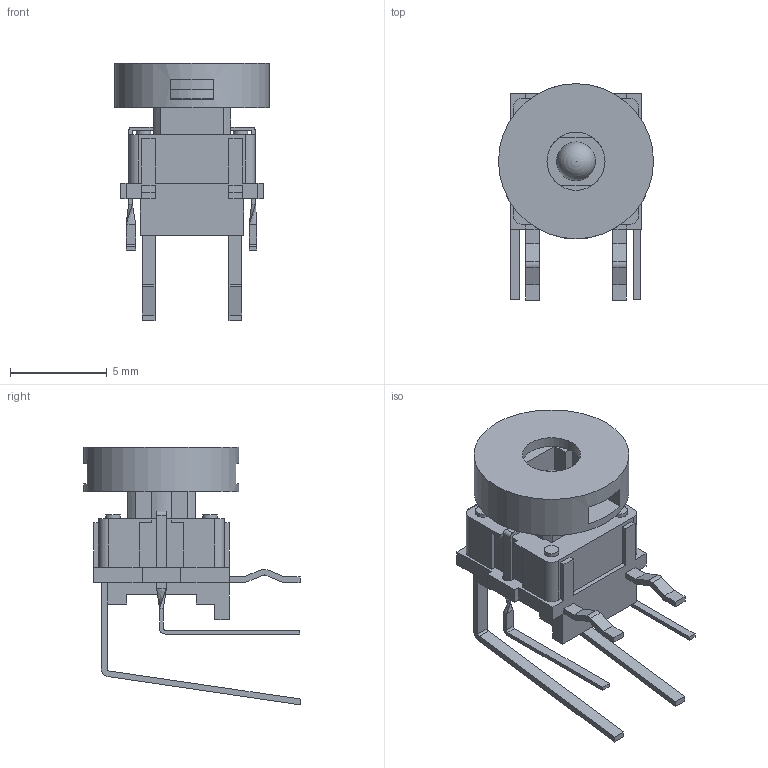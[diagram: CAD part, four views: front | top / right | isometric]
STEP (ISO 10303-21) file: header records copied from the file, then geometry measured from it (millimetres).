
FILE_DESCRIPTION((' '),'2;1');
FILE_NAME('TL1260xQRxxx.stp','2017-07-26T10:59:32',(' '),(' '),' ','ACIS',' ');
FILE_SCHEMA(('CONFIG_CONTROL_DESIGN'));
Length unit declared in the file: inch
Products named in the file (1): TL1260xQRxxx.stp
Bounding box: 8 x 11.15 x 13.3 mm (x, y, z)
Volume: 258.3 mm3; surface area: 793.7 mm2
Topology: 2 solids, 2 shells, 373 faces, 1032 edges, 660 vertices
Faces by surface type: plane 248, cylinder 87, sphere 20, bspline 8, torus 7, cone 3
Full cylindrical faces by diameter (mm): 0.6 x2, 0.75 x4, 1 x1, 3 x1, 8 x1
Entity records: 11759 total; most frequent: CARTESIAN_POINT 2152, ORIENTED_EDGE 1988, DIRECTION 1937, EDGE_CURVE 994, VECTOR 775, LINE 775, VERTEX_POINT 640, AXIS2_PLACEMENT_3D 581
